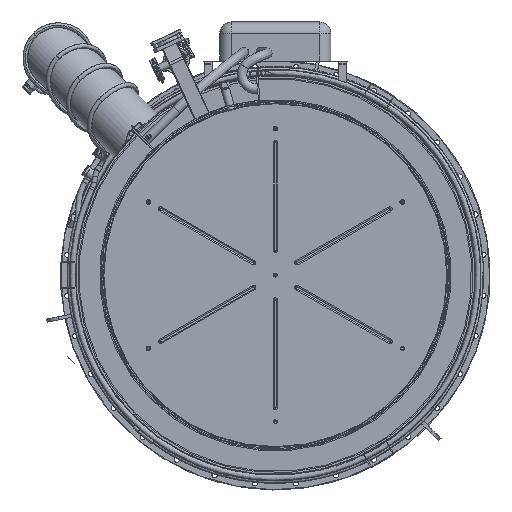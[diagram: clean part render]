
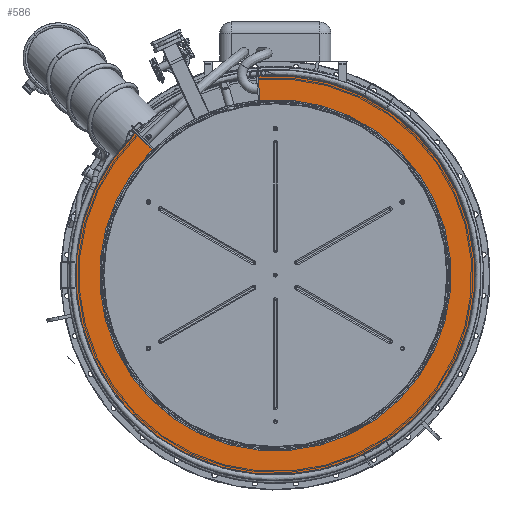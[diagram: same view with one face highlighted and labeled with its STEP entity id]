
A CAD part, front view. The second image highlights one B-rep face of the part: STEP entity #586.
In plain terms, the highlighted planar face has unit normal (0, -1, 0).
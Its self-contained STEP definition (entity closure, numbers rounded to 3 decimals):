
#586=ADVANCED_FACE('',(#16147),#16149,.F.);
#16147=FACE_BOUND('',#16148,.T.);
#16148=EDGE_LOOP('',(#56840,#56841,#56842,#56843));
#16149=PLANE('',#16150);
#16150=AXIS2_PLACEMENT_3D('',#16151,#16152,#16153);
#16151=CARTESIAN_POINT('',(0.,11.,0.));
#16152=DIRECTION('',(0.,1.,0.));
#16153=DIRECTION('',(0.908,0.,0.419));
#56840=ORIENTED_EDGE('',*,*,#61791,.T.);
#56841=ORIENTED_EDGE('',*,*,#61792,.T.);
#56842=ORIENTED_EDGE('',*,*,#61793,.T.);
#56843=ORIENTED_EDGE('',*,*,#61794,.F.);
#61791=EDGE_CURVE('',#66225,#66226,#66227,.T.);
#61792=EDGE_CURVE('',#66226,#66228,#66229,.T.);
#61793=EDGE_CURVE('',#66228,#66230,#66231,.T.);
#61794=EDGE_CURVE('',#66225,#66230,#66232,.T.);
#66225=VERTEX_POINT('',#86022);
#66226=VERTEX_POINT('',#86023);
#66227=CIRCLE('',#86024,520.);
#66228=VERTEX_POINT('',#86028);
#66229=LINE('',#86029,#86030);
#66230=VERTEX_POINT('',#86032);
#66231=CIRCLE('',#86033,458.);
#66232=LINE('',#86037,#86038);
#86022=CARTESIAN_POINT('',(-364.473,11.,370.89));
#86023=CARTESIAN_POINT('',(-45.321,11.,518.021));
#86024=AXIS2_PLACEMENT_3D('',#86025,#86026,#86027);
#86025=CARTESIAN_POINT('',(0.,11.,0.));
#86026=DIRECTION('',(0.,-1.,0.));
#86027=DIRECTION('',(-0.701,0.,0.713));
#86028=CARTESIAN_POINT('',(-39.917,11.,456.257));
#86029=CARTESIAN_POINT('',(-45.321,11.,518.021));
#86030=VECTOR('',#86031,1.);
#86031=DIRECTION('',(0.087,0.,-0.996));
#86032=CARTESIAN_POINT('',(-321.016,11.,326.669));
#86033=AXIS2_PLACEMENT_3D('',#86034,#86035,#86036);
#86034=CARTESIAN_POINT('',(0.,11.,0.));
#86035=DIRECTION('',(0.,1.,0.));
#86036=DIRECTION('',(-0.087,0.,0.996));
#86037=CARTESIAN_POINT('',(-364.473,11.,370.89));
#86038=VECTOR('',#86039,1.);
#86039=DIRECTION('',(0.701,0.,-0.713));
